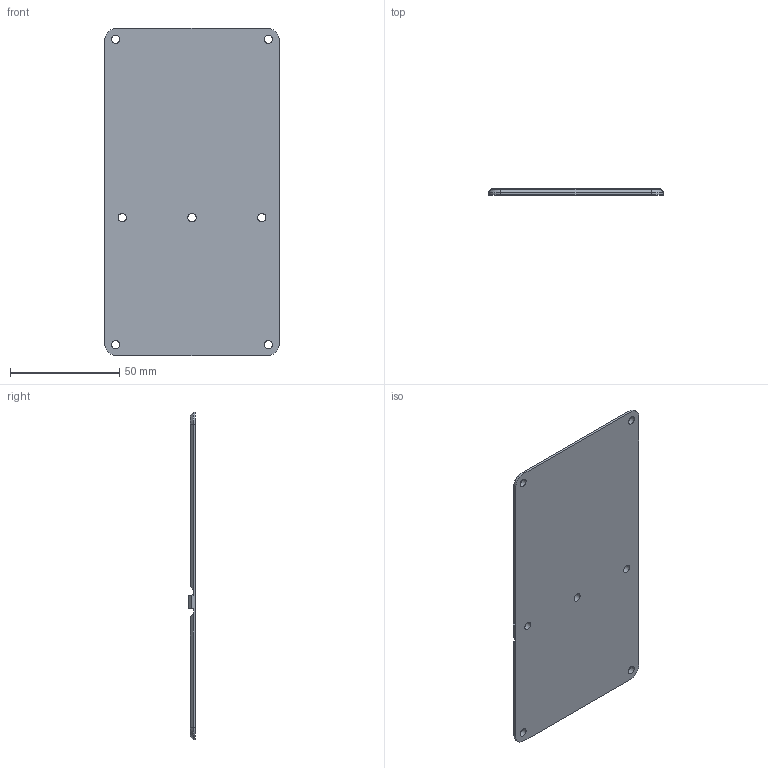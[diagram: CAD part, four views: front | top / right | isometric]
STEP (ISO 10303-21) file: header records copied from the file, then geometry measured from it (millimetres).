
FILE_DESCRIPTION(/* description */ ('Unknown'),/* implementation_level */ '2;1');
FILE_NAME(/* name */ 'backplate_v.3_blank',/* time_stamp */ '2025-06-25T13:54:48-07:00',/* author */ ('Unknown'),/* organization */ ('Unknown'),/* preprocessor_version */ 'ST-DEVELOPER v19.4',/* originating_system */ 'Solid Edge',/* authorisation */ 'Unknown');
FILE_SCHEMA (('AUTOMOTIVE_DESIGN {1 0 10303 214 3 1 1}'));
Length unit declared in the file: millimetre
Products named in the file (1): backplate_v.3_blank
Bounding box: 80 x 3 x 150 mm (x, y, z)
Volume: 27561.1 mm3; surface area: 25148.8 mm2
Topology: 1 solids, 1 shells, 45 faces, 124 edges, 81 vertices
Faces by surface type: plane 26, cylinder 15, cone 4
Full cylindrical faces by diameter (mm): 3.8 x7
Entity records: 1436 total; most frequent: DIRECTION 248, CARTESIAN_POINT 238, ORIENTED_EDGE 228, EDGE_CURVE 114, AXIS2_PLACEMENT_3D 88, VERTEX_POINT 78, LINE 72, VECTOR 72
